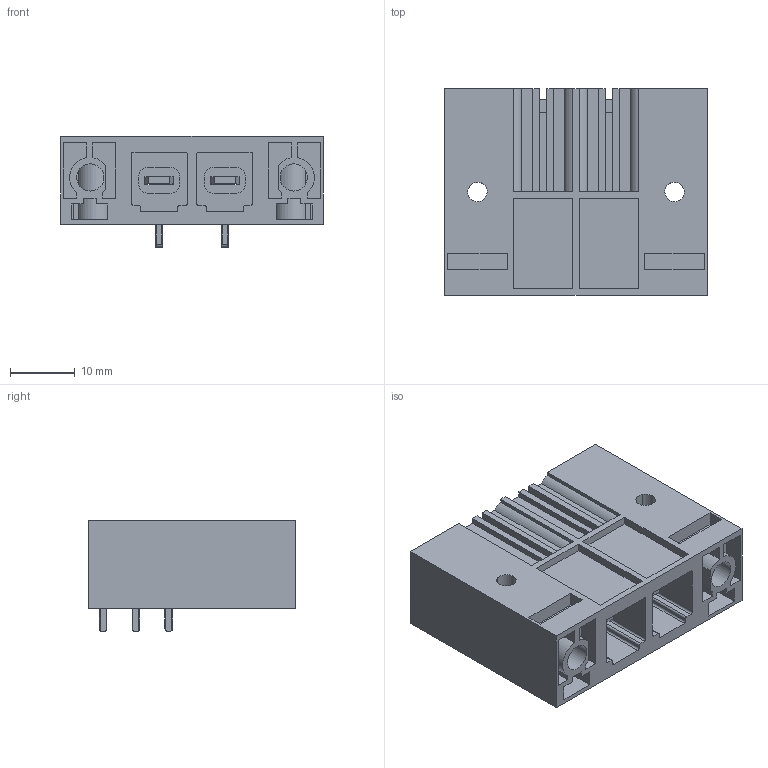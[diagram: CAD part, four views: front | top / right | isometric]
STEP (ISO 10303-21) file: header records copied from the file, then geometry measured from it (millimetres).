
FILE_DESCRIPTION(('CATIA V5 STEP Exchange','CAx-IF Rec.Pracs.--- Model Styling and Organization---1.2---2011-12-15'),'2;1');
FILE_NAME ('D1456692_0_1813730000_1813730000.stp','2018-11-28T09:39:58+00:00',('none'),('Weidmueller'),'CATIA Version 5-6 Release 2014','CATIA V5 STEP AP214','none');
FILE_SCHEMA(('AUTOMOTIVE_DESIGN { 1 0 10303 214 1 1 1 1 }'));
Length unit declared in the file: millimetre
Products named in the file (1): 1813730000
Bounding box: 40.64 x 32 x 17.2 mm (x, y, z)
Volume: 8252 mm3; surface area: 12515.2 mm2
Topology: 3 solids, 3 shells, 446 faces, 1254 edges, 836 vertices
Faces by surface type: plane 368, cylinder 78
Entity records: 13227 total; most frequent: ORIENTED_EDGE 2508, CARTESIAN_POINT 2475, DIRECTION 1722, EDGE_CURVE 1254, VECTOR 1074, LINE 1074, VERTEX_POINT 836, EDGE_LOOP 484
